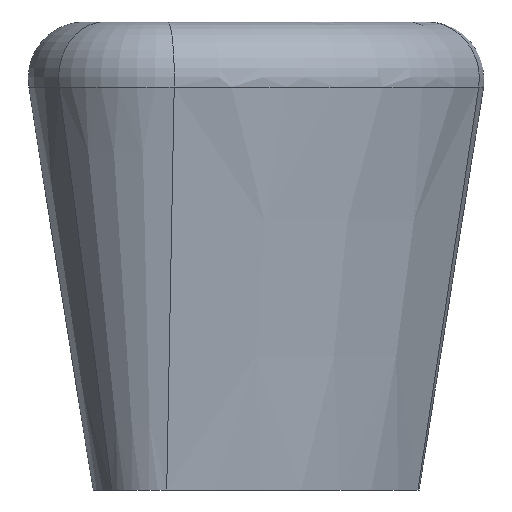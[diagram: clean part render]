
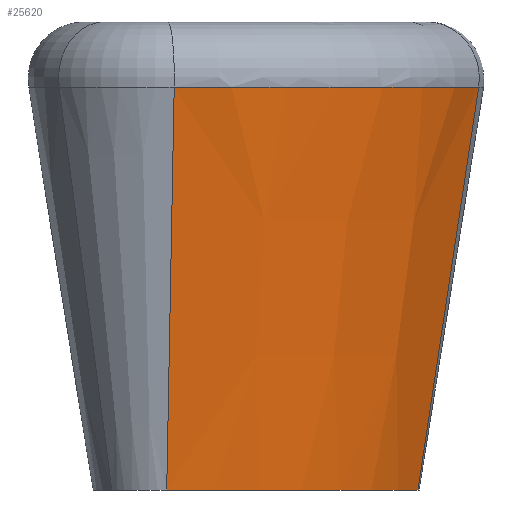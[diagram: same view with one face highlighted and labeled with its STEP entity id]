
A CAD part, left-side view. The second image highlights one B-rep face of the part: STEP entity #25620.
In plain terms, the highlighted conical face has half-angle 9.09 degrees and reference radius 20.276 mm.
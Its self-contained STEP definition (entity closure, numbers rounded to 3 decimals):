
#310=CARTESIAN_POINT('',(-10.979,4.983,0.));
#320=VERTEX_POINT('',#310);
#350=CARTESIAN_POINT('',(5.188,6.868,0.));
#360=DIRECTION('',(0.,0.,1.));
#370=DIRECTION('',(1.,0.,0.));
#380=AXIS2_PLACEMENT_3D('',#350,#360,#370);
#390=CIRCLE('',#380,16.276);
#400=CARTESIAN_POINT('',(-0.34,-8.441,0.));
#410=VERTEX_POINT('',#400);
#420=EDGE_CURVE('',#320,#410,#390,.T.);
#4280=CARTESIAN_POINT('',(-1.509,-11.68,
21.526));
#4290=VERTEX_POINT('',#4280);
#4320=CARTESIAN_POINT('',(5.188,6.868,
21.526));
#4330=DIRECTION('',(0.,0.,1.));
#4340=DIRECTION('',(1.,0.,0.));
#4350=AXIS2_PLACEMENT_3D('',#4320,#4330,#4340);
#4360=CIRCLE('',#4350,19.72);
#4370=CARTESIAN_POINT('',(-14.4,4.584,
21.526));
#4380=VERTEX_POINT('',#4370);
#4390=EDGE_CURVE('',#4380,#4290,#4360,.T.);
#25290=CARTESIAN_POINT('',(-10.979,4.983,
0.));
#25300=DIRECTION('',(-0.157,-0.018,
0.987));
#25310=VECTOR('',#25300,1.);
#25320=LINE('',#25290,#25310);
#25330=EDGE_CURVE('',#320,#4380,#25320,.T.);
#25460=CARTESIAN_POINT('',(5.188,6.868,25.));
#25470=DIRECTION('',(0.,0.,1.));
#25480=DIRECTION('',(1.,0.,0.));
#25490=AXIS2_PLACEMENT_3D('',#25460,#25470,#25480);
#25500=CONICAL_SURFACE('',#25490,20.276,0.159);
#25510=ORIENTED_EDGE('',*,*,#25330,.F.);
#25520=ORIENTED_EDGE('',*,*,#4390,.F.);
#25530=CARTESIAN_POINT('',(-0.34,-8.441,
0.));
#25540=DIRECTION('',(-0.054,-0.149,
0.987));
#25550=VECTOR('',#25540,1.);
#25560=LINE('',#25530,#25550);
#25570=EDGE_CURVE('',#410,#4290,#25560,.T.);
#25580=ORIENTED_EDGE('',*,*,#25570,.T.);
#25590=ORIENTED_EDGE('',*,*,#420,.T.);
#25600=EDGE_LOOP('',(#25590,#25580,#25520,#25510));
#25610=FACE_OUTER_BOUND('',#25600,.T.);
#25620=ADVANCED_FACE('',(#25610),#25500,.T.);
